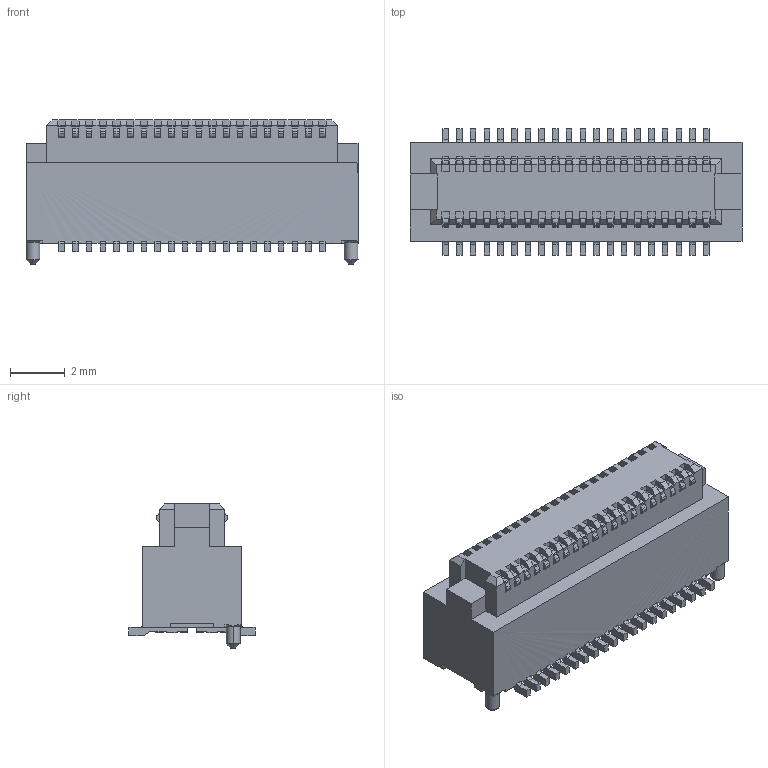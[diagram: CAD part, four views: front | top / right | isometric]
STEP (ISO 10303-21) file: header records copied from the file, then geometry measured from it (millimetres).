
FILE_DESCRIPTION( ('This file contains a STEP AP42 implementation' ,'as created by ZW3D STEP Interface translator.') ,'2;1' );
FILE_NAME( '3622-SXXX-048G1R01.stp' ,'23 316.15 143', (''), ('ZWCAD Software Co.'), 'Version 1.0', 'ZW3D to STEP translator', '' );
FILE_SCHEMA(('AUTOMOTIVE_DESIGN { 1 0 10303 214 1 1 1 1 }'));
Length unit declared in the file: millimetre
Products named in the file (2): 0; 3622-SXXX-048G1R01
Bounding box: 12.1 x 4.6 x 5.25 mm (x, y, z)
Volume: 169.4 mm3; surface area: 286.9 mm2
Topology: 1 solids, 1 shells, 1638 faces, 4588 edges, 3036 vertices
Faces by surface type: plane 1102, cylinder 400, bspline 124, cone 12
Entity records: 61400 total; most frequent: CARTESIAN_POINT 21962, ORIENTED_EDGE 9176, DIRECTION 5695, EDGE_CURVE 4588, VERTEX_POINT 3036, VECTOR 2645, LINE 2645, B_SPLINE_CURVE_WITH_KNOTS 1843
